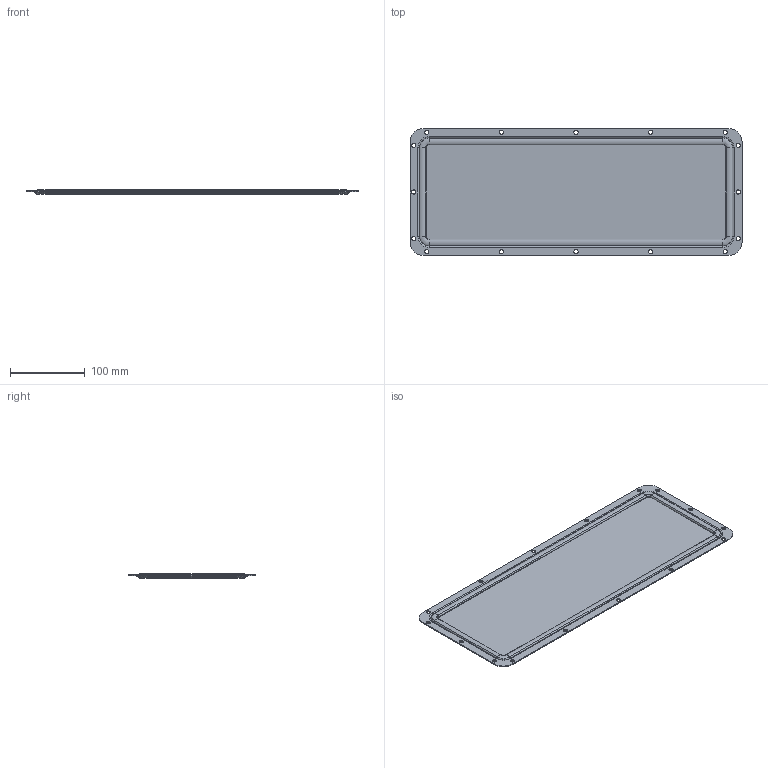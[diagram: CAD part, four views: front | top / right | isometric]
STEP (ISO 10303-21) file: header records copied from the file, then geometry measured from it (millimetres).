
FILE_DESCRIPTION (( 'STEP AP214' ), '1' );
FILE_NAME ('TI-00D-FLG-445-170_TITAN Ôëàíåö êàáåëüíûé 445õ170 ãëóõîé IEK.STEP', '2023-09-19T05:03:53', ( '' ), ( '' ), 'SwSTEP 2.0', 'SolidWorks 2022', '' );
FILE_SCHEMA (( 'AUTOMOTIVE_DESIGN' ));
Length unit declared in the file: millimetre
Products named in the file (3): RAKU-PUR 32-3250 для крышки_450х175; TI-00D-FLG-445-170_TITAN Фланец кабельный 445х170 глухой IEK; 139.04.01 Крышка_450x175
Assembly tree (2 placements, depth 2):
  TI-00D-FLG-445-170_TITAN Фланец кабельный 445х170 глухой IEK
    139.04.01 Крышка_450x175
    RAKU-PUR 32-3250 для крышки_450х175
Bounding box: 445 x 170 x 5.87 mm (x, y, z)
Volume: 144022.9 mm3; surface area: 179099 mm2
Topology: 2 solids, 2 shells, 125 faces, 308 edges, 188 vertices
Faces by surface type: cylinder 68, torus 32, plane 17, cone 8
Entity records: 3916 total; most frequent: DIRECTION 760, CARTESIAN_POINT 626, ORIENTED_EDGE 616, AXIS2_PLACEMENT_3D 322, EDGE_CURVE 308, CIRCLE 192, VERTEX_POINT 188, EDGE_LOOP 160
